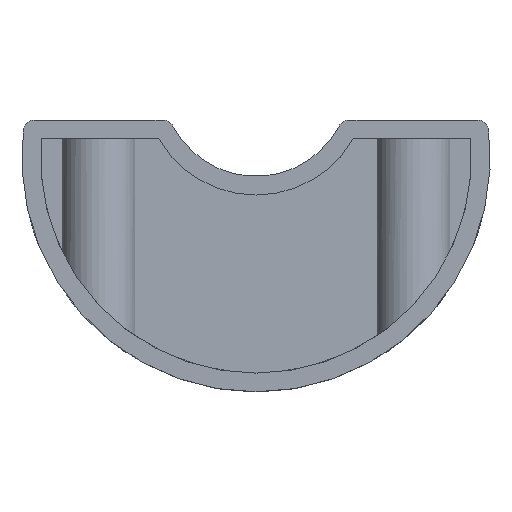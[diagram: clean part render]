
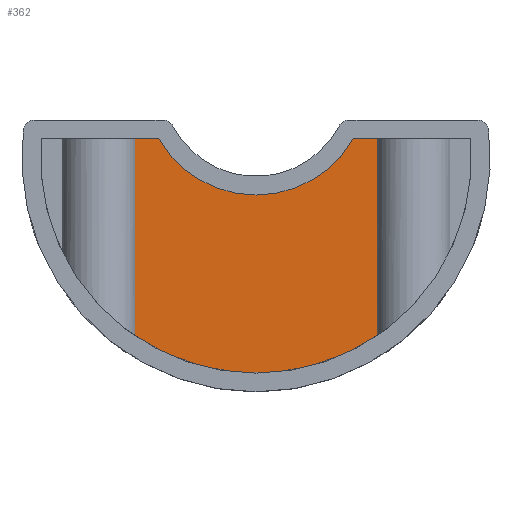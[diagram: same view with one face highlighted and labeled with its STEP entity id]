
A CAD part, top view. The second image highlights one B-rep face of the part: STEP entity #362.
In plain terms, the highlighted planar face has unit normal (0, 0, 1).
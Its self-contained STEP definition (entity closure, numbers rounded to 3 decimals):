
#61=CARTESIAN_POINT('Vertex',(32.318,5.,2.5)) ;
#77=CARTESIAN_POINT('Vertex',(25.981,5.,2.5)) ;
#80=CARTESIAN_POINT('Line Origine',(29.149,5.,2.5)) ;
#165=CARTESIAN_POINT('Axis2P3D Location',(0.,0.,2.5)) ;
#169=CARTESIAN_POINT('Vertex',(32.318,-47.559,2.5)) ;
#171=CARTESIAN_POINT('Vertex',(-32.318,-47.559,2.5)) ;
#288=CARTESIAN_POINT('Vertex',(-32.318,5.,2.5)) ;
#291=CARTESIAN_POINT('Line Origine',(-29.149,5.,2.5)) ;
#295=CARTESIAN_POINT('Vertex',(-25.981,5.,2.5)) ;
#322=CARTESIAN_POINT('Axis2P3D Location',(0.,20.,2.5)) ;
#339=CARTESIAN_POINT('Axis2P3D Location',(0.,0.,2.5)) ;
#344=CARTESIAN_POINT('Line Origine',(32.318,-21.279,2.5)) ;
#349=CARTESIAN_POINT('Line Origine',(-32.318,-21.279,2.5)) ;
#81=DIRECTION('Vector Direction',(-1.,0.,0.)) ;
#166=DIRECTION('Axis2P3D Direction',(0.,0.,-1.)) ;
#292=DIRECTION('Vector Direction',(-1.,0.,0.)) ;
#323=DIRECTION('Axis2P3D Direction',(0.,0.,-1.)) ;
#340=DIRECTION('Axis2P3D Direction',(0.,0.,-1.)) ;
#341=DIRECTION('Axis2P3D XDirection',(1.,0.,0.)) ;
#345=DIRECTION('Vector Direction',(0.,-1.,0.)) ;
#350=DIRECTION('Vector Direction',(0.,-1.,0.)) ;
#167=AXIS2_PLACEMENT_3D('Circle Axis2P3D',#165,#166,$) ;
#324=AXIS2_PLACEMENT_3D('Circle Axis2P3D',#322,#323,$) ;
#342=AXIS2_PLACEMENT_3D('Plane Axis2P3D',#339,#340,#341) ;
#355=ORIENTED_EDGE('',*,*,#348,.F.) ;
#356=ORIENTED_EDGE('',*,*,#84,.F.) ;
#357=ORIENTED_EDGE('',*,*,#326,.F.) ;
#358=ORIENTED_EDGE('',*,*,#297,.F.) ;
#359=ORIENTED_EDGE('',*,*,#353,.T.) ;
#360=ORIENTED_EDGE('',*,*,#173,.F.) ;
#82=VECTOR('Line Direction',#81,1.) ;
#293=VECTOR('Line Direction',#292,1.) ;
#346=VECTOR('Line Direction',#345,1.) ;
#351=VECTOR('Line Direction',#350,1.) ;
#362=ADVANCED_FACE('Corps principal',(#361),#343,.F.) ;
#168=CIRCLE('generated circle',#167,57.5) ;
#325=CIRCLE('generated circle',#324,30.) ;
#84=EDGE_CURVE('',#78,#62,#83,.F.) ;
#173=EDGE_CURVE('',#170,#172,#168,.T.) ;
#297=EDGE_CURVE('',#289,#296,#294,.F.) ;
#326=EDGE_CURVE('',#296,#78,#325,.F.) ;
#348=EDGE_CURVE('',#62,#170,#347,.T.) ;
#353=EDGE_CURVE('',#289,#172,#352,.T.) ;
#354=EDGE_LOOP('',(#355,#356,#357,#358,#359,#360)) ;
#361=FACE_OUTER_BOUND('',#354,.T.) ;
#83=LINE('Line',#80,#82) ;
#294=LINE('Line',#291,#293) ;
#347=LINE('Line',#344,#346) ;
#352=LINE('Line',#349,#351) ;
#343=PLANE('Plane',#342) ;
#62=VERTEX_POINT('',#61) ;
#78=VERTEX_POINT('',#77) ;
#170=VERTEX_POINT('',#169) ;
#172=VERTEX_POINT('',#171) ;
#289=VERTEX_POINT('',#288) ;
#296=VERTEX_POINT('',#295) ;
